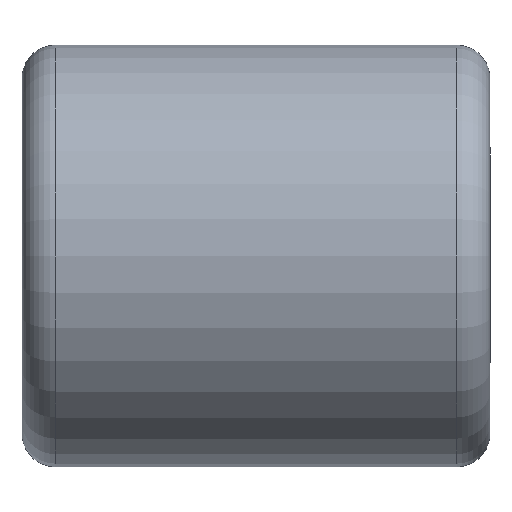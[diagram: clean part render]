
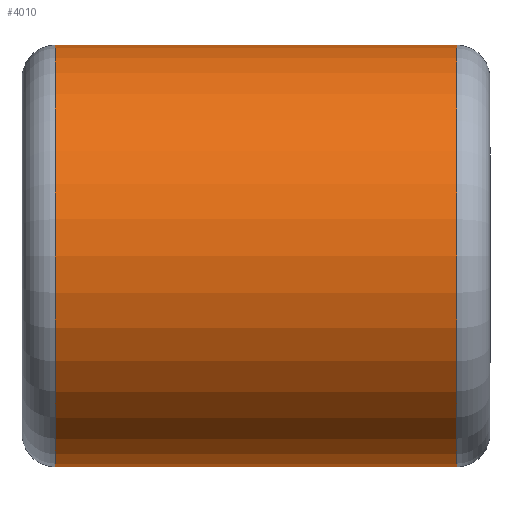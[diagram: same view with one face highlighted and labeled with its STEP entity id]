
A CAD part, front view. The second image highlights one B-rep face of the part: STEP entity #4010.
In plain terms, the highlighted cylindrical face has radius 41 mm (diameter 82 mm), a partial arc.
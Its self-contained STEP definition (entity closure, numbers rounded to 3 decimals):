
#263 = VECTOR ( 'NONE', #5331, 1000. ) ;
#414 = ORIENTED_EDGE ( 'NONE', *, *, #5537, .T. ) ;
#522 = DIRECTION ( 'NONE',  ( 0., 0., 1. ) ) ;
#631 = EDGE_CURVE ( 'NONE', #801, #2792, #4609, .T. ) ;
#690 = AXIS2_PLACEMENT_3D ( 'NONE', #4929, #3025, #1063 ) ;
#801 = VERTEX_POINT ( 'NONE', #4150 ) ;
#1063 = DIRECTION ( 'NONE',  ( 0., 0., -1. ) ) ;
#1643 = ORIENTED_EDGE ( 'NONE', *, *, #3825, .T. ) ;
#2043 = CIRCLE ( 'NONE', #5320, 41. ) ;
#2194 = LINE ( 'NONE', #6179, #4461 ) ;
#2326 = CARTESIAN_POINT ( 'NONE',  ( -39., 0., 250.987 ) ) ;
#2528 = ORIENTED_EDGE ( 'NONE', *, *, #631, .T. ) ;
#2789 = CARTESIAN_POINT ( 'NONE',  ( 39., 0., 250.987 ) ) ;
#2792 = VERTEX_POINT ( 'NONE', #2326 ) ;
#3025 = DIRECTION ( 'NONE',  ( 1., 0., 0. ) ) ;
#3330 = DIRECTION ( 'NONE',  ( -1., 0., 0. ) ) ;
#3348 = CARTESIAN_POINT ( 'NONE',  ( -57.637, 0., 332.987 ) ) ;
#3475 = EDGE_CURVE ( 'NONE', #6260, #2792, #2194, .T. ) ;
#3777 = AXIS2_PLACEMENT_3D ( 'NONE', #3798, #3330, #522 ) ;
#3798 = CARTESIAN_POINT ( 'NONE',  ( -57.637, 0., 291.987 ) ) ;
#3825 = EDGE_CURVE ( 'NONE', #6260, #4830, #2043, .T. ) ;
#3828 = FACE_OUTER_BOUND ( 'NONE', #5174, .T. ) ;
#4010 = ADVANCED_FACE ( 'NONE', ( #3828 ), #4358, .T. ) ;
#4112 = CARTESIAN_POINT ( 'NONE',  ( 39., 0., 332.987 ) ) ;
#4150 = CARTESIAN_POINT ( 'NONE',  ( -39., 0., 332.987 ) ) ;
#4179 = DIRECTION ( 'NONE',  ( -1., 0., 0. ) ) ;
#4238 = DIRECTION ( 'NONE',  ( -1., 0., 0. ) ) ;
#4358 = CYLINDRICAL_SURFACE ( 'NONE', #3777, 41. ) ;
#4461 = VECTOR ( 'NONE', #4179, 1000. ) ;
#4609 = CIRCLE ( 'NONE', #690, 41. ) ;
#4736 = DIRECTION ( 'NONE',  ( 0., 0., 1. ) ) ;
#4830 = VERTEX_POINT ( 'NONE', #4112 ) ;
#4929 = CARTESIAN_POINT ( 'NONE',  ( -39., 0., 291.987 ) ) ;
#4931 = ORIENTED_EDGE ( 'NONE', *, *, #3475, .F. ) ;
#5174 = EDGE_LOOP ( 'NONE', ( #4931, #1643, #414, #2528 ) ) ;
#5320 = AXIS2_PLACEMENT_3D ( 'NONE', #6162, #4238, #4736 ) ;
#5331 = DIRECTION ( 'NONE',  ( -1., 0., 0. ) ) ;
#5537 = EDGE_CURVE ( 'NONE', #4830, #801, #5820, .T. ) ;
#5820 = LINE ( 'NONE', #3348, #263 ) ;
#6162 = CARTESIAN_POINT ( 'NONE',  ( 39., 0., 291.987 ) ) ;
#6179 = CARTESIAN_POINT ( 'NONE',  ( -57.637, 0., 250.987 ) ) ;
#6260 = VERTEX_POINT ( 'NONE', #2789 ) ;
